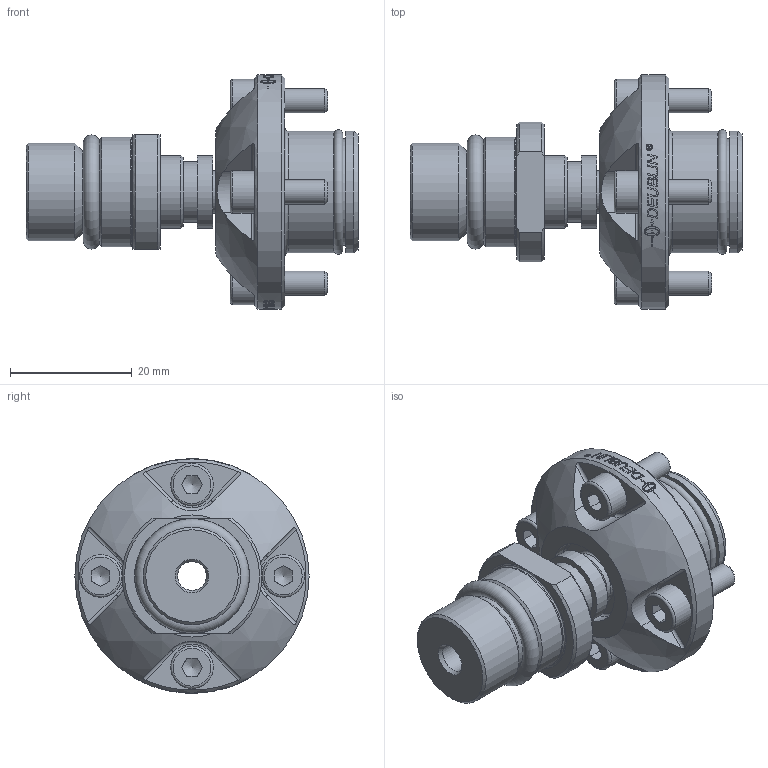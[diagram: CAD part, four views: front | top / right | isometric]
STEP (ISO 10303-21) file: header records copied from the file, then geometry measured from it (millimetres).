
FILE_DESCRIPTION(/* description */ (''),/* implementation_level */ '2;1');
FILE_NAME(/* name */ '1154-003-163-IC.stp',/* time_stamp */ '2020-05-14T08:20:04-05:00',/* author */ ('moorera'),/* organization */ (''),/* preprocessor_version */ 'ST-DEVELOPER v18.1',/* originating_system */ 'Autodesk Inventor 2020',/* authorisation */ '');
FILE_SCHEMA (('AUTOMOTIVE_DESIGN { 1 0 10303 214 3 1 1 }'));
Length unit declared in the file: millimetre
Products named in the file (1): 1154-003-163-IC
Bounding box: 54.55 x 38.5 x 38.5 mm (x, y, z)
Volume: 18979.7 mm3; surface area: 9481.9 mm2
Topology: 3 solids, 3 shells, 513 faces, 1377 edges, 931 vertices
Faces by surface type: plane 267, bspline 125, cylinder 79, cone 23, torus 18, sphere 1
Full cylindrical faces by diameter (mm): 4 x4, 4.75 x1, 4.8 x4, 6.985 x1, 7 x4, 8.6 x1, 9.87 x1, 11.7 x2, 12 x2, 12.2 x1, 13.525 x1, 14 x1, 16 x1, 17.45 x1, 17.991 x1, 20 x2, 38.5 x1
Entity records: 20979 total; most frequent: CARTESIAN_POINT 8338, ORIENTED_EDGE 2746, DIRECTION 2400, EDGE_CURVE 1373, AXIS2_PLACEMENT_3D 946, VERTEX_POINT 931, EDGE_LOOP 584, FACE_OUTER_BOUND 513
